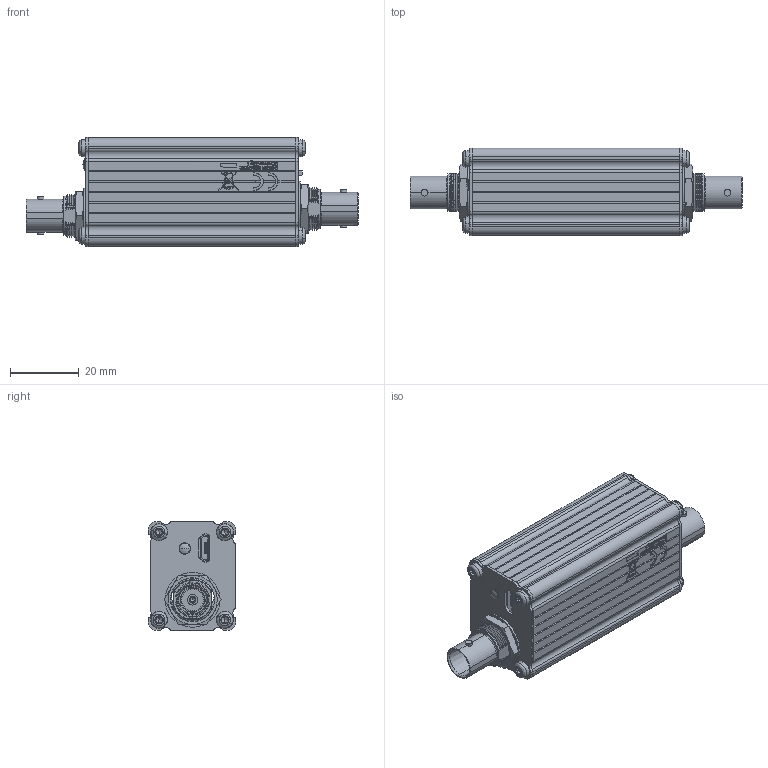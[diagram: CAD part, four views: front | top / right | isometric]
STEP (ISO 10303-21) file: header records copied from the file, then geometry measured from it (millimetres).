
FILE_DESCRIPTION (( 'STEP AP214' ), '1' );
FILE_NAME ('19.10.23_AMP130 WEB.STEP', '2019-10-23T13:51:00', ( '' ), ( '' ), 'SwSTEP 2.0', 'SolidWorks 2018', '' );
FILE_SCHEMA (( 'AUTOMOTIVE_DESIGN' ));
Length unit declared in the file: millimetre
Products named in the file (1): 19.10.23_AMP130 WEB
Bounding box: 96.65 x 25.41 x 31.75 mm (x, y, z)
Surface area: 30680.7 mm2 (no closed solid volume)
Topology: 0 solids, 34 shells, 4455 faces, 12628 edges, 8407 vertices
Faces by surface type: plane 2779, cylinder 694, bspline 675, cone 289, torus 16, sphere 2
Entity records: 231273 total; most frequent: CARTESIAN_POINT 70937, ORIENTED_EDGE 24866, DIRECTION 19886, EDGE_CURVE 12592, LINE 8914, VECTOR 8914, VERTEX_POINT 8407, AXIS2_PLACEMENT_3D 5486
